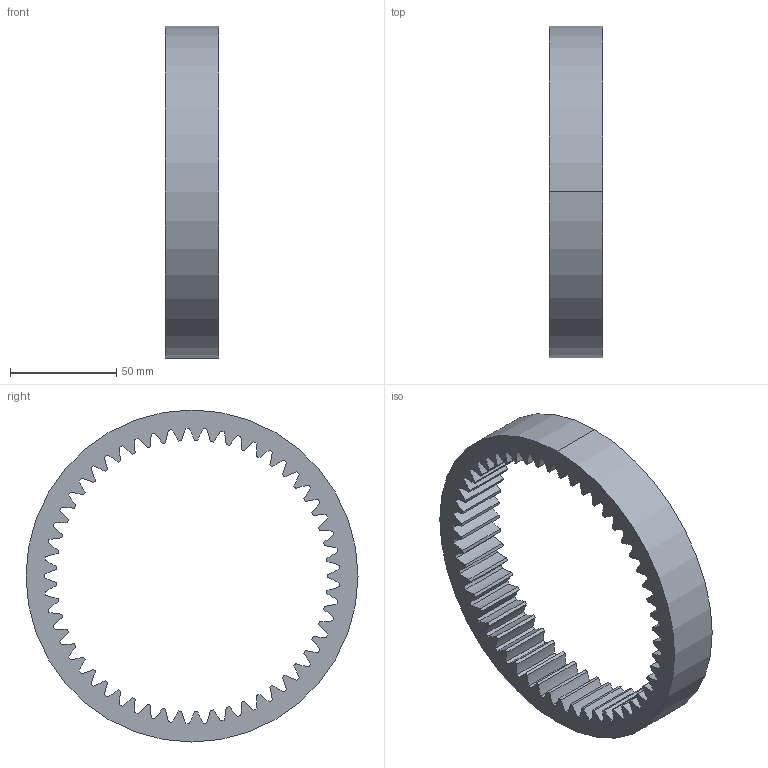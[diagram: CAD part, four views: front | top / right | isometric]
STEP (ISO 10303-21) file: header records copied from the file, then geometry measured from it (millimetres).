
FILE_DESCRIPTION (( 'STEP AP203' ), '1' );
FILE_NAME ('Internal spur gear 2.5M 53T 20PA.STEP', '2025-04-23T15:43:41', ( '' ), ( '' ), 'SwSTEP 2.0', 'SolidWorks 2019', '' );
FILE_SCHEMA (( 'CONFIG_CONTROL_DESIGN' ));
Length unit declared in the file: millimetre
Products named in the file (1): Internal spur gear 2.5M 53T 20PA
Bounding box: 25 x 156 x 156 mm (x, y, z)
Volume: 128699.9 mm3; surface area: 42849.6 mm2
Topology: 1 solids, 1 shells, 219 faces, 651 edges, 434 vertices
Faces by surface type: cylinder 217, plane 2
Entity records: 7700 total; most frequent: DIRECTION 1525, CARTESIAN_POINT 1305, ORIENTED_EDGE 1302, AXIS2_PLACEMENT_3D 654, EDGE_CURVE 651, CIRCLE 434, VERTEX_POINT 434, EDGE_LOOP 221
